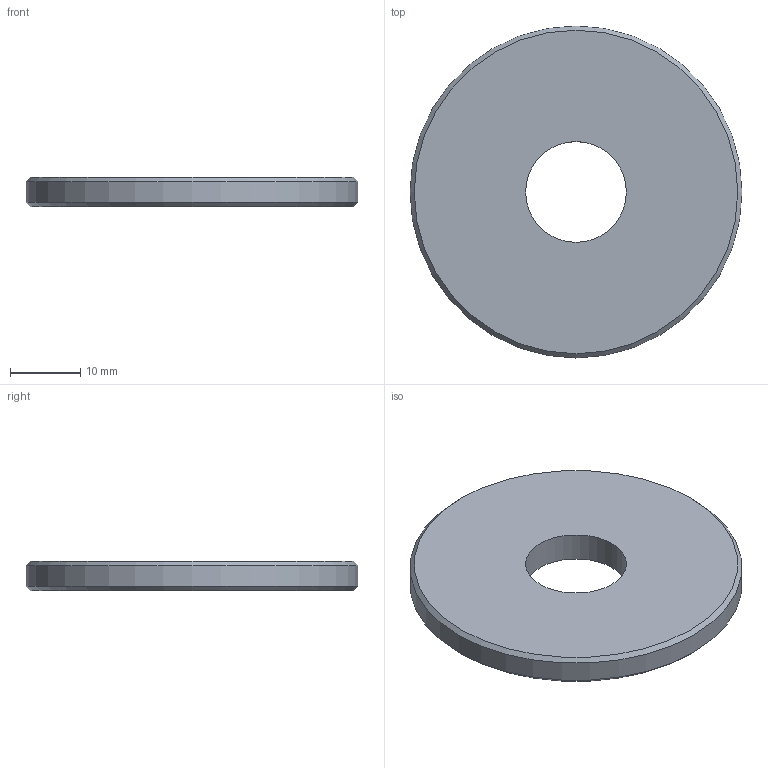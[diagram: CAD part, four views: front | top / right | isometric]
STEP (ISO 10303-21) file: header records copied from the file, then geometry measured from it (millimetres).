
FILE_DESCRIPTION(('Open CASCADE Model'),'2;1');
FILE_NAME('Open CASCADE Shape Model','2023-12-09T23:15:42',('Author'),( 'Open CASCADE'),'Open CASCADE STEP processor 7.7','Open CASCADE 7.7' ,'Unknown');
FILE_SCHEMA(('AUTOMOTIVE_DESIGN { 1 0 10303 214 1 1 1 1 }'));
Length unit declared in the file: millimetre
Products named in the file (3): SGTB; Right SGTB; Right SGTB_part
Assembly tree (2 placements, depth 3):
  SGTB
    Right SGTB
      Right SGTB_part
Bounding box: 47.1 x 47.1 x 4.18 mm (x, y, z)
Volume: 6552.7 mm3; surface area: 3870.7 mm2
Topology: 1 solids, 1 shells, 146 faces, 346 edges, 230 vertices
Faces by surface type: extrusion 112, plane 30, cylinder 2, cone 2
Full cylindrical faces by diameter (mm): 14.297 x1, 47.1 x1
Entity records: 12543 total; most frequent: CARTESIAN_POINT 6193, DIRECTION 776, ORIENTED_EDGE 692, PCURVE 692, DEFINITIONAL_REPRESENTATION 692, VECTOR 688, LINE 576, B_SPLINE_CURVE_WITH_KNOTS 564
